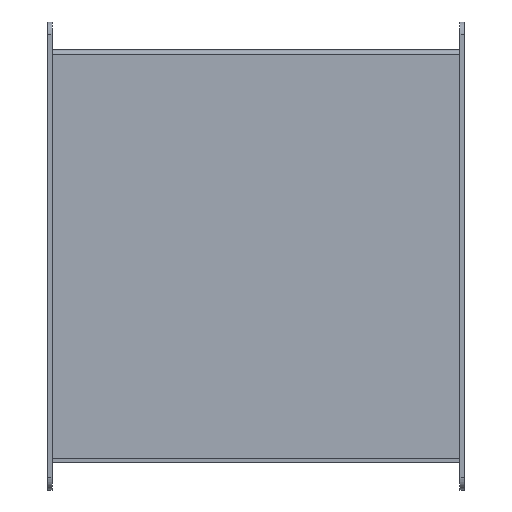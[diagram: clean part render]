
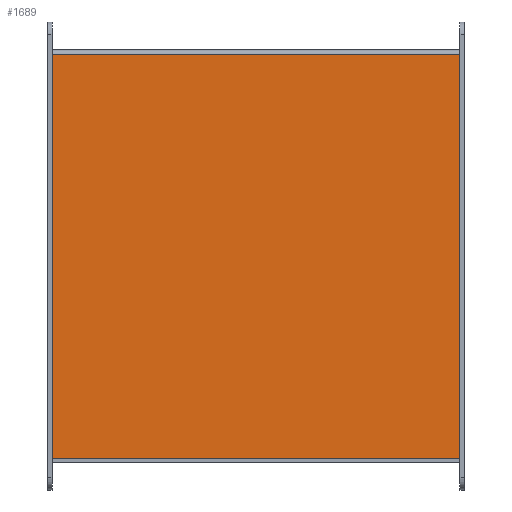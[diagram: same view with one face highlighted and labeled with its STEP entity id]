
A CAD part, left-side view. The second image highlights one B-rep face of the part: STEP entity #1689.
In plain terms, the highlighted planar face has unit normal (-1, 0, 0).
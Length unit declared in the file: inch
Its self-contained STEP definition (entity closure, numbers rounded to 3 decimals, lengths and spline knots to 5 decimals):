
#69 = CARTESIAN_POINT ( 'NONE',  ( 0., 0., -0.143 ) ) ;
#199 = VERTEX_POINT ( 'NONE', #2119 ) ;
#204 = LINE ( 'NONE', #870, #2025 ) ;
#257 = ORIENTED_EDGE ( 'NONE', *, *, #1041, .T. ) ;
#278 = CARTESIAN_POINT ( 'NONE',  ( 0., 11.875, -0.143 ) ) ;
#323 = ORIENTED_EDGE ( 'NONE', *, *, #1993, .T. ) ;
#388 = EDGE_LOOP ( 'NONE', ( #738, #323, #2030, #257 ) ) ;
#396 = VECTOR ( 'NONE', #1706, 39.37008 ) ;
#403 = DIRECTION ( 'NONE',  ( 0., -1., 0. ) ) ;
#476 = FACE_OUTER_BOUND ( 'NONE', #388, .T. ) ;
#529 = AXIS2_PLACEMENT_3D ( 'NONE', #804, #1137, #2182 ) ;
#615 = VECTOR ( 'NONE', #942, 39.37008 ) ;
#658 = CARTESIAN_POINT ( 'NONE',  ( 0., 11.875, -0.143 ) ) ;
#738 = ORIENTED_EDGE ( 'NONE', *, *, #1862, .F. ) ;
#741 = CARTESIAN_POINT ( 'NONE',  ( 0., 0., -11.905 ) ) ;
#789 = VERTEX_POINT ( 'NONE', #1474 ) ;
#804 = CARTESIAN_POINT ( 'NONE',  ( 0., 0., 0. ) ) ;
#870 = CARTESIAN_POINT ( 'NONE',  ( 0., 0., -11.905 ) ) ;
#917 = DIRECTION ( 'NONE',  ( 0., 1., 0. ) ) ;
#942 = DIRECTION ( 'NONE',  ( 0., 0., 1. ) ) ;
#1041 = EDGE_CURVE ( 'NONE', #789, #2010, #204, .T. ) ;
#1088 = LINE ( 'NONE', #69, #1253 ) ;
#1137 = DIRECTION ( 'NONE',  ( -1., 0., 0. ) ) ;
#1179 = EDGE_CURVE ( 'NONE', #789, #1277, #1784, .T. ) ;
#1253 = VECTOR ( 'NONE', #917, 39.37008 ) ;
#1277 = VERTEX_POINT ( 'NONE', #658 ) ;
#1474 = CARTESIAN_POINT ( 'NONE',  ( 0., 11.875, -11.905 ) ) ;
#1670 = PLANE ( 'NONE',  #529 ) ;
#1689 = ADVANCED_FACE ( 'NONE', ( #476 ), #1670, .T. ) ;
#1706 = DIRECTION ( 'NONE',  ( 0., 0., -1. ) ) ;
#1784 = LINE ( 'NONE', #278, #615 ) ;
#1862 = EDGE_CURVE ( 'NONE', #199, #2010, #2082, .T. ) ;
#1993 = EDGE_CURVE ( 'NONE', #199, #1277, #1088, .T. ) ;
#2010 = VERTEX_POINT ( 'NONE', #741 ) ;
#2025 = VECTOR ( 'NONE', #403, 39.37008 ) ;
#2030 = ORIENTED_EDGE ( 'NONE', *, *, #1179, .F. ) ;
#2047 = CARTESIAN_POINT ( 'NONE',  ( 0., 0., 0. ) ) ;
#2082 = LINE ( 'NONE', #2047, #396 ) ;
#2119 = CARTESIAN_POINT ( 'NONE',  ( 0., 0., -0.143 ) ) ;
#2182 = DIRECTION ( 'NONE',  ( 0., 0., 1. ) ) ;
